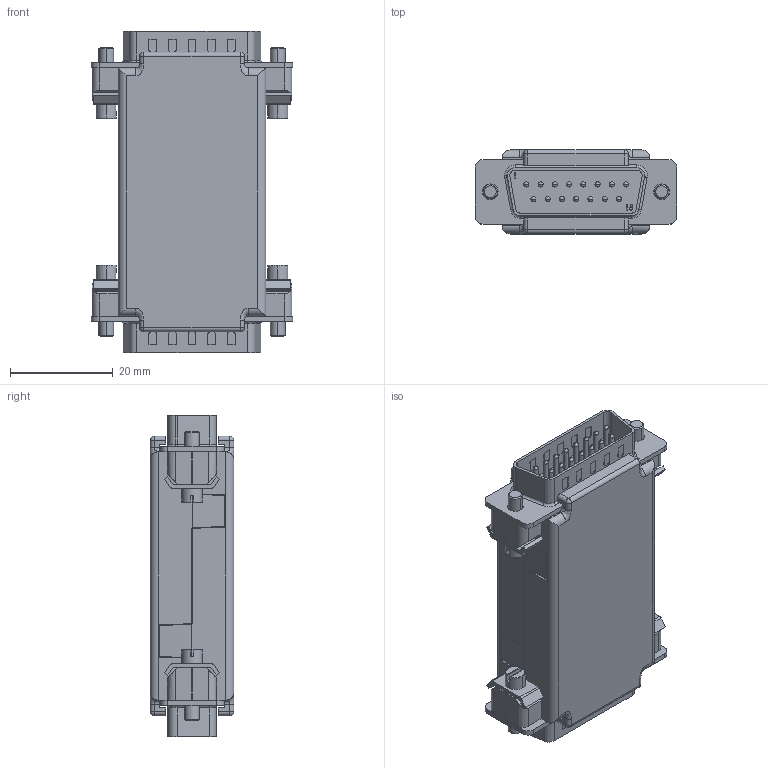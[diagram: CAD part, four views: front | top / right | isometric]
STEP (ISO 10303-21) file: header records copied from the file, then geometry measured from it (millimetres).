
FILE_DESCRIPTION (( 'STEP AP214' ), '1' );
FILE_NAME ('DIY15MM.STEP', '2013-07-01T20:43:42', ( 'L-Com' ), ( 'L-Com Global Connectivity' ), 'SwSTEP 2.0', 'SolidWorks 2012', '' );
FILE_SCHEMA (( 'AUTOMOTIVE_DESIGN' ));
Length unit declared in the file: inch
Products named in the file (5): 3AA01-009_3AA01-009-437; 3AA10-001; SD15P; DIY15-MA1; DIY15MM
Assembly tree (12 placements, depth 2):
  DIY15MM
    DIY15-MA1  x2
    SD15P  x2
    3AA10-001  x4
    3AA01-009_3AA01-009-437  x4
Bounding box: 39.13 x 16.26 x 62.44 mm (x, y, z)
Volume: 13339.5 mm3; surface area: 17215.6 mm2
Topology: 12 solids, 12 shells, 1244 faces, 3134 edges, 1964 vertices
Faces by surface type: plane 648, cylinder 444, sphere 68, torus 52, bspline 24, cone 8
Entity records: 22962 total; most frequent: CARTESIAN_POINT 3695, DIRECTION 3034, ORIENTED_EDGE 2858, EDGE_CURVE 1429, AXIS2_PLACEMENT_3D 1056, LINE 922, VECTOR 922, VERTEX_POINT 905
